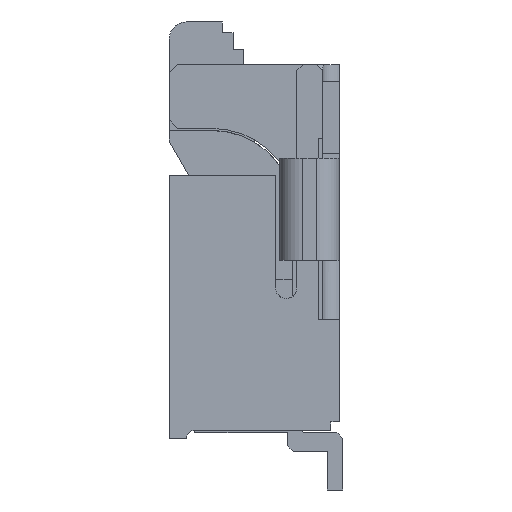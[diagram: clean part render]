
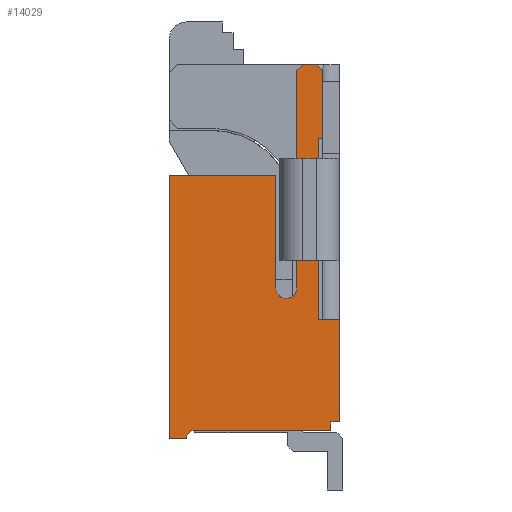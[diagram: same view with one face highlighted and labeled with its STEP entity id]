
A CAD part, left-side view. The second image highlights one B-rep face of the part: STEP entity #14029.
In plain terms, the highlighted planar face has unit normal (-1, 0, 0).
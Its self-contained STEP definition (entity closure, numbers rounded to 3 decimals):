
#14=DIRECTION('',(0.,1.,0.));
#15=VECTOR('',#14,0.15);
#16=CARTESIAN_POINT('',(-5.8,0.275,0.));
#17=LINE('',#16,#15);
#239=DIRECTION('',(0.,0.,1.));
#240=VECTOR('',#239,1.2);
#241=CARTESIAN_POINT('',(-5.8,0.,-4.2));
#242=LINE('',#241,#240);
#637=DIRECTION('',(0.,0.,1.));
#638=VECTOR('',#637,0.795);
#639=CARTESIAN_POINT('',(-5.8,0.2,-0.87));
#640=LINE('',#639,#638);
#657=DIRECTION('',(0.,1.,0.));
#658=VECTOR('',#657,0.25);
#659=CARTESIAN_POINT('',(-5.8,0.,-3.));
#660=LINE('',#659,#658);
#687=DIRECTION('',(0.,0.,1.));
#688=VECTOR('',#687,2.13);
#689=CARTESIAN_POINT('',(-5.8,0.25,-3.));
#690=LINE('',#689,#688);
#691=DIRECTION('',(0.,1.,0.));
#692=VECTOR('',#691,0.1);
#693=CARTESIAN_POINT('',(-5.8,0.,-4.2));
#694=LINE('',#693,#692);
#695=DIRECTION('',(0.,0.,1.));
#696=VECTOR('',#695,0.1);
#697=CARTESIAN_POINT('',(-5.8,0.1,-4.3));
#698=LINE('',#697,#696);
#699=DIRECTION('',(0.,-1.,0.));
#700=VECTOR('',#699,1.6);
#701=CARTESIAN_POINT('',(-5.8,1.7,-4.3));
#702=LINE('',#701,#700);
#703=CARTESIAN_POINT('',(-5.8,1.7,-4.4));
#704=DIRECTION('',(1.,0.,0.));
#705=DIRECTION('',(0.,1.,0.));
#706=AXIS2_PLACEMENT_3D('',#703,#704,#705);
#708=DIRECTION('',(0.,0.,1.));
#709=VECTOR('',#708,3.1);
#710=CARTESIAN_POINT('',(-5.8,2.,-4.4));
#711=LINE('',#710,#709);
#712=DIRECTION('',(0.,-1.,0.));
#713=VECTOR('',#712,1.25);
#714=CARTESIAN_POINT('',(-5.8,2.,-1.3));
#715=LINE('',#714,#713);
#716=DIRECTION('',(0.,0.,-1.));
#717=VECTOR('',#716,1.325);
#718=CARTESIAN_POINT('',(-5.8,0.75,-1.3));
#719=LINE('',#718,#717);
#720=CARTESIAN_POINT('',(-5.8,0.625,-2.625));
#721=DIRECTION('',(-1.,0.,0.));
#722=DIRECTION('',(0.,1.,0.));
#723=AXIS2_PLACEMENT_3D('',#720,#721,#722);
#725=DIRECTION('',(0.,0.,-1.));
#726=VECTOR('',#725,0.325);
#727=CARTESIAN_POINT('',(-5.8,0.5,-2.3));
#728=LINE('',#727,#726);
#729=DIRECTION('',(0.,0.,-1.));
#730=VECTOR('',#729,1.2);
#731=CARTESIAN_POINT('',(-5.8,0.5,-1.1));
#732=LINE('',#731,#730);
#733=DIRECTION('',(0.,-1.,0.));
#734=VECTOR('',#733,0.05);
#735=CARTESIAN_POINT('',(-5.8,0.25,-0.87));
#736=LINE('',#735,#734);
#2453=DIRECTION('',(0.,0.,-1.));
#2454=VECTOR('',#2453,1.025);
#2455=CARTESIAN_POINT('',(-5.8,0.5,-0.075));
#2456=LINE('',#2455,#2454);
#8793=DIRECTION('',(0.,1.,0.));
#8794=VECTOR('',#8793,0.2);
#8795=CARTESIAN_POINT('',(-5.8,1.8,-4.4));
#8796=LINE('',#8795,#8794);
#9910=DIRECTION('',(0.,-0.707,-0.707));
#9911=VECTOR('',#9910,0.106);
#9912=CARTESIAN_POINT('',(-5.8,0.275,0.));
#9913=LINE('',#9912,#9911);
#10038=DIRECTION('',(0.,0.707,-0.707));
#10039=VECTOR('',#10038,0.106);
#10040=CARTESIAN_POINT('',(-5.8,0.425,0.));
#10041=LINE('',#10040,#10039);
#10066=CARTESIAN_POINT('',(-5.8,2.,-4.4));
#10067=VERTEX_POINT('',#10066);
#10074=CARTESIAN_POINT('',(-5.8,0.,-3.));
#10076=VERTEX_POINT('',#10074);
#10153=CARTESIAN_POINT('',(-5.8,0.275,0.));
#10154=VERTEX_POINT('',#10153);
#10155=CARTESIAN_POINT('',(-5.8,0.2,-0.075));
#10156=VERTEX_POINT('',#10155);
#10239=CARTESIAN_POINT('',(-5.8,0.5,-2.3));
#10240=VERTEX_POINT('',#10239);
#10281=CARTESIAN_POINT('',(-5.8,0.5,-1.1));
#10282=VERTEX_POINT('',#10281);
#10339=CARTESIAN_POINT('',(-5.8,2.,-1.3));
#10340=CARTESIAN_POINT('',(-5.8,0.75,-1.3));
#10341=VERTEX_POINT('',#10339);
#10342=VERTEX_POINT('',#10340);
#10343=CARTESIAN_POINT('',(-5.8,0.75,-2.625));
#10344=VERTEX_POINT('',#10343);
#10345=CARTESIAN_POINT('',(-5.8,0.5,-2.625));
#10346=VERTEX_POINT('',#10345);
#10347=CARTESIAN_POINT('',(-5.8,1.8,-4.4));
#10348=CARTESIAN_POINT('',(-5.8,1.7,-4.3));
#10349=VERTEX_POINT('',#10347);
#10350=VERTEX_POINT('',#10348);
#10351=CARTESIAN_POINT('',(-5.8,0.1,-4.3));
#10352=VERTEX_POINT('',#10351);
#10353=CARTESIAN_POINT('',(-5.8,0.1,-4.2));
#10354=VERTEX_POINT('',#10353);
#10355=CARTESIAN_POINT('',(-5.8,0.,-4.2));
#10356=VERTEX_POINT('',#10355);
#10367=CARTESIAN_POINT('',(-5.8,0.425,0.));
#10369=VERTEX_POINT('',#10367);
#10371=CARTESIAN_POINT('',(-5.8,0.5,-0.075));
#10373=VERTEX_POINT('',#10371);
#12773=CARTESIAN_POINT('',(-5.8,0.25,-3.));
#12774=CARTESIAN_POINT('',(-5.8,0.25,-0.87));
#12775=VERTEX_POINT('',#12773);
#12776=VERTEX_POINT('',#12774);
#12777=CARTESIAN_POINT('',(-5.8,0.2,-0.87));
#12778=VERTEX_POINT('',#12777);
#13988=CARTESIAN_POINT('',(-5.8,2.,0.));
#13989=DIRECTION('',(-1.,0.,0.));
#13990=DIRECTION('',(0.,-1.,0.));
#13991=AXIS2_PLACEMENT_3D('',#13988,#13989,#13990);
#13992=PLANE('',#13991);
#13993=ORIENTED_EDGE('',*,*,#13597,.F.);
#13994=ORIENTED_EDGE('',*,*,#13963,.F.);
#13995=ORIENTED_EDGE('',*,*,#13462,.F.);
#13996=ORIENTED_EDGE('',*,*,#13503,.T.);
#13998=ORIENTED_EDGE('',*,*,#13997,.F.);
#14000=ORIENTED_EDGE('',*,*,#13999,.F.);
#14002=ORIENTED_EDGE('',*,*,#14001,.F.);
#14004=ORIENTED_EDGE('',*,*,#14003,.T.);
#14006=ORIENTED_EDGE('',*,*,#14005,.T.);
#14008=ORIENTED_EDGE('',*,*,#14007,.T.);
#14010=ORIENTED_EDGE('',*,*,#14009,.T.);
#14012=ORIENTED_EDGE('',*,*,#14011,.T.);
#14014=ORIENTED_EDGE('',*,*,#14013,.F.);
#14016=ORIENTED_EDGE('',*,*,#14015,.F.);
#14018=ORIENTED_EDGE('',*,*,#14017,.F.);
#14020=ORIENTED_EDGE('',*,*,#14019,.F.);
#14021=ORIENTED_EDGE('',*,*,#13246,.F.);
#14023=ORIENTED_EDGE('',*,*,#14022,.T.);
#14024=ORIENTED_EDGE('',*,*,#13928,.F.);
#14026=ORIENTED_EDGE('',*,*,#14025,.F.);
#14027=EDGE_LOOP('',(#13993,#13994,#13995,#13996,#13998,#14000,#14002,#14004,
#14006,#14008,#14010,#14012,#14014,#14016,#14018,#14020,#14021,#14023,#14024,
#14026));
#14028=FACE_OUTER_BOUND('',#14027,.F.);
#14029=ADVANCED_FACE('',(#14028),#13992,.T.);
#707=CIRCLE('',#706,0.1);
#724=CIRCLE('',#723,0.125);
#13246=EDGE_CURVE('',#10154,#10369,#17,.T.);
#13462=EDGE_CURVE('',#10356,#10076,#242,.T.);
#13503=EDGE_CURVE('',#10356,#10354,#694,.T.);
#13597=EDGE_CURVE('',#12775,#12776,#690,.T.);
#13928=EDGE_CURVE('',#12778,#10156,#640,.T.);
#13963=EDGE_CURVE('',#10076,#12775,#660,.T.);
#13997=EDGE_CURVE('',#10352,#10354,#698,.T.);
#13999=EDGE_CURVE('',#10350,#10352,#702,.T.);
#14001=EDGE_CURVE('',#10349,#10350,#707,.T.);
#14003=EDGE_CURVE('',#10349,#10067,#8796,.T.);
#14005=EDGE_CURVE('',#10067,#10341,#711,.T.);
#14007=EDGE_CURVE('',#10341,#10342,#715,.T.);
#14009=EDGE_CURVE('',#10342,#10344,#719,.T.);
#14011=EDGE_CURVE('',#10344,#10346,#724,.T.);
#14013=EDGE_CURVE('',#10240,#10346,#728,.T.);
#14015=EDGE_CURVE('',#10282,#10240,#732,.T.);
#14017=EDGE_CURVE('',#10373,#10282,#2456,.T.);
#14019=EDGE_CURVE('',#10369,#10373,#10041,.T.);
#14022=EDGE_CURVE('',#10154,#10156,#9913,.T.);
#14025=EDGE_CURVE('',#12776,#12778,#736,.T.);
